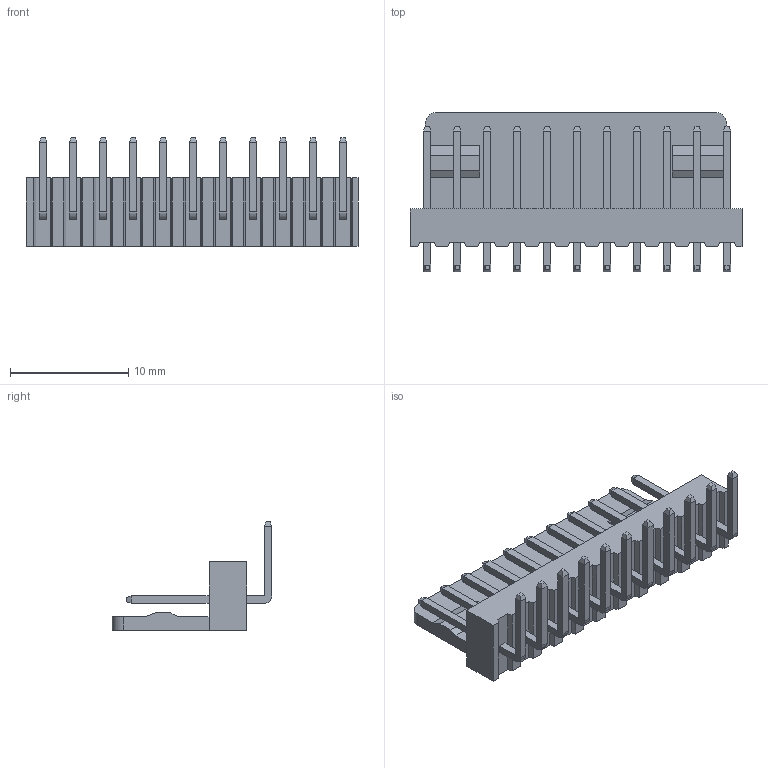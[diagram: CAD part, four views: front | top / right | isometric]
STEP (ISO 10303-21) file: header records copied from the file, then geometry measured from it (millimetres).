
FILE_DESCRIPTION (( 'STEP AP214' ), '1' );
FILE_NAME ('11634, SWR25X-NRTC-S11-RA-BA.STEP', '2012-09-20T01:23:30', ( '' ), ( '' ), 'SwSTEP 2.0', 'SolidWorks 2012', '' );
FILE_SCHEMA (( 'AUTOMOTIVE_DESIGN' ));
Length unit declared in the file: millimetre
Products named in the file (1): 11634, SWR25X-NRTC-S11-RA-BA
Bounding box: 28.12 x 13.52 x 9.2 mm (x, y, z)
Volume: 804.2 mm3; surface area: 1434.3 mm2
Topology: 1 solids, 1 shells, 295 faces, 725 edges, 454 vertices
Faces by surface type: plane 282, cylinder 13
Entity records: 8455 total; most frequent: CARTESIAN_POINT 1475, ORIENTED_EDGE 1450, DIRECTION 1343, EDGE_CURVE 725, LINE 699, VECTOR 699, VERTEX_POINT 454, AXIS2_PLACEMENT_3D 322
